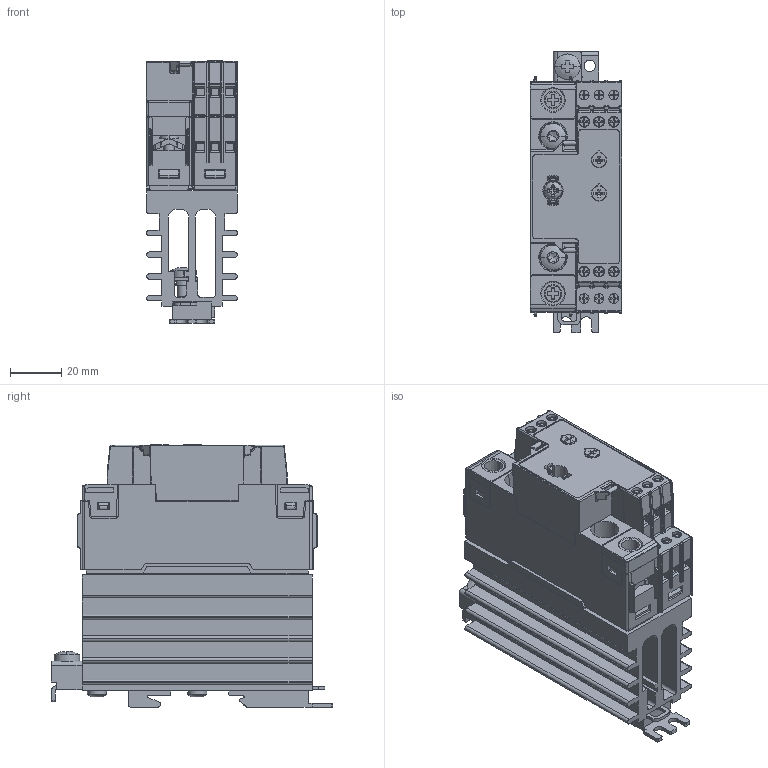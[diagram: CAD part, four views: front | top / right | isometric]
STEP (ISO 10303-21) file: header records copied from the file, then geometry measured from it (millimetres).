
FILE_DESCRIPTION((''),'2;1');
FILE_NAME('CGI1256-00-3D.stp','2015-03-24T08:41:13',(''),(''),'Mechanical Desktop 2011','Mechanical Desktop 2011',', , ');
FILE_SCHEMA(('CONFIG_CONTROL_DESIGN'));
Length unit declared in the file: millimetre
Products named in the file (2): Product; CGI1256-00
Assembly tree (1 placements, depth 2):
  Product
    CGI1256-00
Bounding box: 35.8 x 110 x 102.78 mm (x, y, z)
Volume: 204865 mm3; surface area: 72468.1 mm2
Topology: 1 solids, 7 shells, 2202 faces, 6629 edges, 4472 vertices
Faces by surface type: bspline 1009, plane 682, cylinder 351, cone 106, torus 31, sphere 23
Entity records: 96869 total; most frequent: CARTESIAN_POINT 40125, ORIENTED_EDGE 13182, DIRECTION 10418, EDGE_CURVE 6591, VERTEX_POINT 4472, VECTOR 3652, LINE 3652, AXIS2_PLACEMENT_3D 3383
